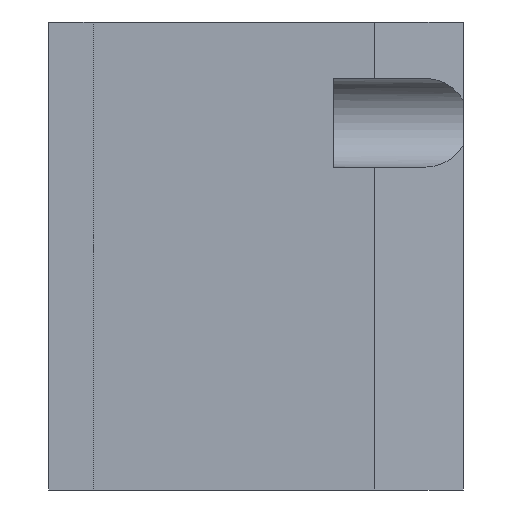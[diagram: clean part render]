
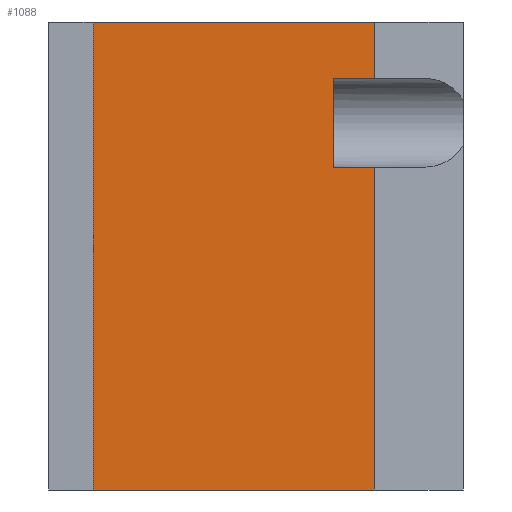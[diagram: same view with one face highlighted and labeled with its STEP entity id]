
A CAD part, left-side view. The second image highlights one B-rep face of the part: STEP entity #1088.
In plain terms, the highlighted planar face has unit normal (-1, 0, 0).
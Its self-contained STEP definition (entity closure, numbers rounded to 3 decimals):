
#84=PLANE('',#1268);
#112=LINE('',#1749,#194);
#131=LINE('',#1815,#213);
#137=LINE('',#1827,#219);
#138=LINE('',#1836,#220);
#146=LINE('',#1853,#228);
#147=LINE('',#1854,#229);
#148=LINE('',#1856,#230);
#149=LINE('',#1857,#231);
#194=VECTOR('',#1391,10.);
#213=VECTOR('',#1458,10.);
#219=VECTOR('',#1466,10.);
#220=VECTOR('',#1479,10.);
#228=VECTOR('',#1493,10.);
#229=VECTOR('',#1494,10.);
#230=VECTOR('',#1495,10.);
#231=VECTOR('',#1496,10.);
#321=FACE_OUTER_BOUND('',#394,.T.);
#394=EDGE_LOOP('',(#859,#860,#861,#862,#863,#864,#865,#866));
#527=VERTEX_POINT('',#1746);
#528=VERTEX_POINT('',#1748);
#549=VERTEX_POINT('',#1811);
#551=VERTEX_POINT('',#1814);
#554=VERTEX_POINT('',#1821);
#556=VERTEX_POINT('',#1825);
#564=VERTEX_POINT('',#1852);
#565=VERTEX_POINT('',#1855);
#628=EDGE_CURVE('',#528,#527,#112,.T.);
#659=EDGE_CURVE('',#551,#549,#131,.T.);
#665=EDGE_CURVE('',#554,#556,#137,.T.);
#670=EDGE_CURVE('',#556,#551,#138,.T.);
#678=EDGE_CURVE('',#527,#564,#146,.T.);
#679=EDGE_CURVE('',#554,#564,#147,.T.);
#680=EDGE_CURVE('',#565,#549,#148,.T.);
#681=EDGE_CURVE('',#565,#528,#149,.T.);
#859=ORIENTED_EDGE('',*,*,#628,.T.);
#860=ORIENTED_EDGE('',*,*,#678,.T.);
#861=ORIENTED_EDGE('',*,*,#679,.F.);
#862=ORIENTED_EDGE('',*,*,#665,.T.);
#863=ORIENTED_EDGE('',*,*,#670,.T.);
#864=ORIENTED_EDGE('',*,*,#659,.T.);
#865=ORIENTED_EDGE('',*,*,#680,.F.);
#866=ORIENTED_EDGE('',*,*,#681,.T.);
#1088=ADVANCED_FACE('',(#321),#84,.T.);
#1268=AXIS2_PLACEMENT_3D('',#1851,#1491,#1492);
#1391=DIRECTION('',(0.,0.,-1.));
#1458=DIRECTION('',(0.,-1.,0.));
#1466=DIRECTION('',(0.,1.,0.));
#1479=DIRECTION('',(0.,0.,1.));
#1491=DIRECTION('center_axis',(-1.,0.,0.));
#1492=DIRECTION('ref_axis',(0.,0.,1.));
#1493=DIRECTION('',(0.,-1.,0.));
#1494=DIRECTION('',(0.,0.,-1.));
#1495=DIRECTION('',(0.,0.,-1.));
#1496=DIRECTION('',(0.,1.,0.));
#1746=CARTESIAN_POINT('',(-43.,27.5,-39.5));
#1748=CARTESIAN_POINT('',(-43.,27.5,39.5));
#1749=CARTESIAN_POINT('',(-43.,27.5,19.75));
#1811=CARTESIAN_POINT('',(-43.,-20.,30.));
#1814=CARTESIAN_POINT('',(-43.,-13.,30.));
#1815=CARTESIAN_POINT('',(-43.,-35.,30.));
#1821=CARTESIAN_POINT('',(-43.,-20.,15.));
#1825=CARTESIAN_POINT('',(-43.,-13.,15.));
#1827=CARTESIAN_POINT('',(-43.,-35.,15.));
#1836=CARTESIAN_POINT('',(-43.,-13.,11.25));
#1851=CARTESIAN_POINT('Origin',(-43.,-35.,0.));
#1852=CARTESIAN_POINT('',(-43.,-20.,-39.5));
#1853=CARTESIAN_POINT('',(-43.,-35.,-39.5));
#1854=CARTESIAN_POINT('',(-43.,-20.,0.));
#1855=CARTESIAN_POINT('',(-43.,-20.,39.5));
#1856=CARTESIAN_POINT('',(-43.,-20.,0.));
#1857=CARTESIAN_POINT('',(-43.,-35.,39.5));
